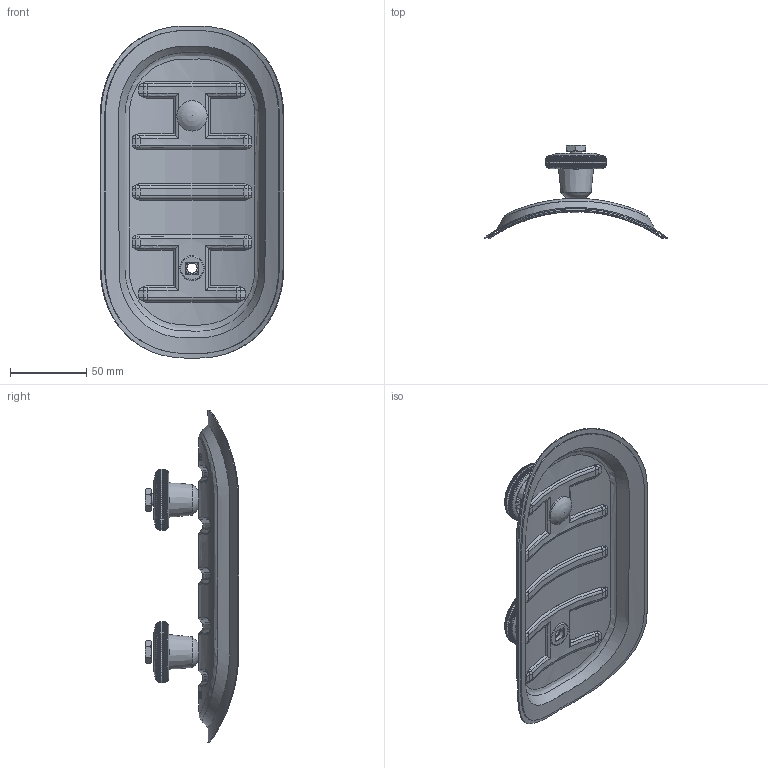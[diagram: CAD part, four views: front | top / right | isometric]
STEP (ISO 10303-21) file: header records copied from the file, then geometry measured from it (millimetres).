
FILE_DESCRIPTION(/* description */ (''),/* implementation_level */ '2;1');
FILE_NAME(/* name */ 'D03A-1011-20_RRD_21_200.stp',/* time_stamp */ '2016-03-09T14:39:20+01:00',/* author */ (''),/* organization */ (''),/* preprocessor_version */ 'ST-DEVELOPER v11',/* originating_system */ 'SIEMENS UGS NX 6.0',/* authorisation */ '');
FILE_SCHEMA (('CONFIG_CONTROL_DESIGN'));
Length unit declared in the file: millimetre
Products named in the file (1): perl6E7Drdpw
Bounding box: 120.43 x 61.41 x 218 mm (x, y, z)
Volume: 38945.5 mm3; surface area: 122341.4 mm2
Topology: 5 solids, 7 shells, 2497 faces, 5615 edges, 3165 vertices
Faces by surface type: cone 893, plane 727, cylinder 392, bspline 238, torus 192, extrusion 52, sphere 3
Full cylindrical faces by diameter (mm): 6.647 x2, 6.8 x2, 7.8 x1, 9 x4, 10.4 x2, 20 x1
Entity records: 82447 total; most frequent: CARTESIAN_POINT 30648, ORIENTED_EDGE 11018, DIRECTION 10288, EDGE_CURVE 5509, AXIS2_PLACEMENT_3D 4097, VERTEX_POINT 3125, EDGE_LOOP 2612, ADVANCED_FACE 2497
